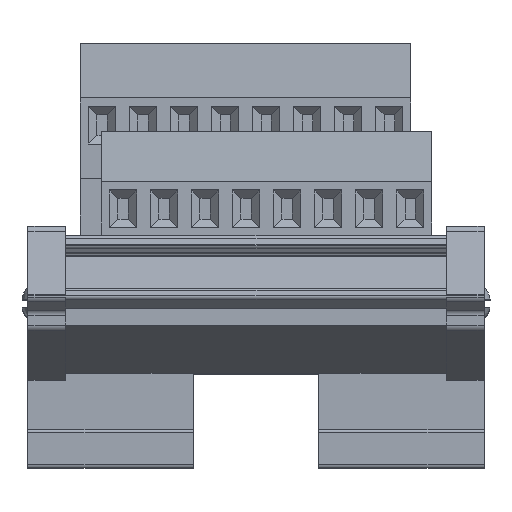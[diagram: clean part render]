
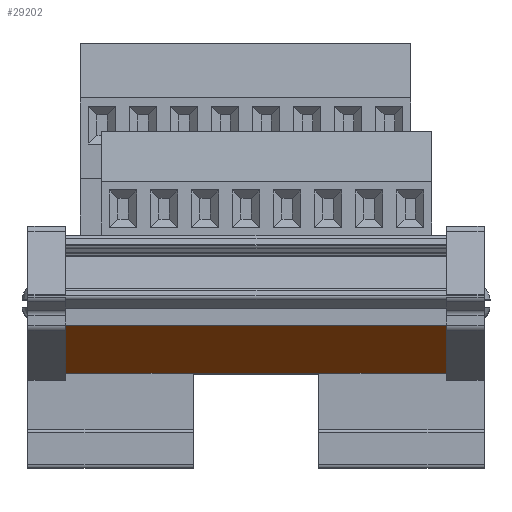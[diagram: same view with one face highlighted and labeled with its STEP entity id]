
A CAD part, top view. The second image highlights one B-rep face of the part: STEP entity #29202.
In plain terms, the highlighted planar face has unit normal (0, -0.823, 0.569).
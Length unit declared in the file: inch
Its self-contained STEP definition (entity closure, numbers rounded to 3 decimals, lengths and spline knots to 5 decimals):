
#1775 = VERTEX_POINT ( 'NONE', #27645 ) ;
#1988 = CARTESIAN_POINT ( 'NONE',  ( 0.3, -0.42946, 1.58729 ) ) ;
#2241 = EDGE_CURVE ( 'NONE', #10228, #2337, #20947, .T. ) ;
#2337 = VERTEX_POINT ( 'NONE', #14363 ) ;
#2978 = LINE ( 'NONE', #9688, #17190 ) ;
#3821 = DIRECTION ( 'NONE',  ( 0., 0.569, 0.823 ) ) ;
#4713 = VERTEX_POINT ( 'NONE', #5774 ) ;
#5098 = VECTOR ( 'NONE', #6799, 39.37008 ) ;
#5282 = CARTESIAN_POINT ( 'NONE',  ( -0.3, -0.42946, 1.58729 ) ) ;
#5774 = CARTESIAN_POINT ( 'NONE',  ( -0.3, -0.65574, 1.25991 ) ) ;
#5882 = VECTOR ( 'NONE', #18847, 39.37008 ) ;
#6786 = ORIENTED_EDGE ( 'NONE', *, *, #12779, .T. ) ;
#6799 = DIRECTION ( 'NONE',  ( 1., 0., 0. ) ) ;
#7492 = EDGE_CURVE ( 'NONE', #10228, #7523, #21999, .T. ) ;
#7523 = VERTEX_POINT ( 'NONE', #20092 ) ;
#7648 = ORIENTED_EDGE ( 'NONE', *, *, #7492, .T. ) ;
#7669 = AXIS2_PLACEMENT_3D ( 'NONE', #25507, #8508, #28331 ) ;
#8508 = DIRECTION ( 'NONE',  ( 0., 0.823, -0.569 ) ) ;
#9275 = LINE ( 'NONE', #5282, #16814 ) ;
#9421 = CARTESIAN_POINT ( 'NONE',  ( -0.12, -0.65574, 1.25991 ) ) ;
#9688 = CARTESIAN_POINT ( 'NONE',  ( -0.91, -0.42946, 1.58729 ) ) ;
#9799 = EDGE_LOOP ( 'NONE', ( #35348, #24495, #13821, #14183, #7648, #6786, #28377, #28333 ) ) ;
#10228 = VERTEX_POINT ( 'NONE', #36724 ) ;
#12377 = DIRECTION ( 'NONE',  ( -1., 0., 0. ) ) ;
#12502 = DIRECTION ( 'NONE',  ( 1., 0., 0. ) ) ;
#12779 = EDGE_CURVE ( 'NONE', #7523, #1775, #28475, .T. ) ;
#13821 = ORIENTED_EDGE ( 'NONE', *, *, #15136, .T. ) ;
#14183 = ORIENTED_EDGE ( 'NONE', *, *, #2241, .F. ) ;
#14363 = CARTESIAN_POINT ( 'NONE',  ( 0.3, -0.65806, 1.25655 ) ) ;
#14499 = VECTOR ( 'NONE', #22682, 39.37008 ) ;
#15070 = CARTESIAN_POINT ( 'NONE',  ( 0.91, -0.42946, 1.58729 ) ) ;
#15136 = EDGE_CURVE ( 'NONE', #17583, #2337, #27708, .T. ) ;
#15682 = CARTESIAN_POINT ( 'NONE',  ( -0.91, -0.42946, 1.58729 ) ) ;
#16814 = VECTOR ( 'NONE', #22237, 39.37008 ) ;
#17075 = EDGE_CURVE ( 'NONE', #17583, #4713, #9275, .T. ) ;
#17190 = VECTOR ( 'NONE', #12502, 39.37008 ) ;
#17583 = VERTEX_POINT ( 'NONE', #30060 ) ;
#18847 = DIRECTION ( 'NONE',  ( 0., -0.569, -0.823 ) ) ;
#20092 = CARTESIAN_POINT ( 'NONE',  ( 0.91, -0.65574, 1.25991 ) ) ;
#20686 = LINE ( 'NONE', #9421, #34878 ) ;
#20947 = LINE ( 'NONE', #1988, #5882 ) ;
#21769 = EDGE_CURVE ( 'NONE', #27151, #1775, #2978, .T. ) ;
#21999 = LINE ( 'NONE', #33986, #14499 ) ;
#22210 = VERTEX_POINT ( 'NONE', #23706 ) ;
#22237 = DIRECTION ( 'NONE',  ( 0., 0.569, 0.823 ) ) ;
#22682 = DIRECTION ( 'NONE',  ( 1., 0., 0. ) ) ;
#23498 = EDGE_CURVE ( 'NONE', #22210, #27151, #33835, .T. ) ;
#23706 = CARTESIAN_POINT ( 'NONE',  ( -0.91, -0.65574, 1.25991 ) ) ;
#23759 = CARTESIAN_POINT ( 'NONE',  ( -0.91, -0.65806, 1.25655 ) ) ;
#23890 = CARTESIAN_POINT ( 'NONE',  ( -0.91, -0.42946, 1.58729 ) ) ;
#24495 = ORIENTED_EDGE ( 'NONE', *, *, #17075, .F. ) ;
#25507 = CARTESIAN_POINT ( 'NONE',  ( -0.91, -0.42946, 1.58729 ) ) ;
#26314 = VECTOR ( 'NONE', #35278, 39.37008 ) ;
#26478 = EDGE_CURVE ( 'NONE', #4713, #22210, #20686, .T. ) ;
#27151 = VERTEX_POINT ( 'NONE', #15682 ) ;
#27645 = CARTESIAN_POINT ( 'NONE',  ( 0.91, -0.42946, 1.58729 ) ) ;
#27708 = LINE ( 'NONE', #23759, #5098 ) ;
#28331 = DIRECTION ( 'NONE',  ( 0., 0.569, 0.823 ) ) ;
#28333 = ORIENTED_EDGE ( 'NONE', *, *, #23498, .F. ) ;
#28377 = ORIENTED_EDGE ( 'NONE', *, *, #21769, .F. ) ;
#28475 = LINE ( 'NONE', #15070, #33349 ) ;
#29202 = ADVANCED_FACE ( 'NONE', ( #35126 ), #31093, .F. ) ;
#30060 = CARTESIAN_POINT ( 'NONE',  ( -0.3, -0.65806, 1.25655 ) ) ;
#31093 = PLANE ( 'NONE',  #7669 ) ;
#33349 = VECTOR ( 'NONE', #3821, 39.37008 ) ;
#33835 = LINE ( 'NONE', #23890, #26314 ) ;
#33986 = CARTESIAN_POINT ( 'NONE',  ( 0.12, -0.65574, 1.25991 ) ) ;
#34878 = VECTOR ( 'NONE', #12377, 39.37008 ) ;
#35126 = FACE_OUTER_BOUND ( 'NONE', #9799, .T. ) ;
#35278 = DIRECTION ( 'NONE',  ( 0., 0.569, 0.823 ) ) ;
#35348 = ORIENTED_EDGE ( 'NONE', *, *, #26478, .F. ) ;
#36724 = CARTESIAN_POINT ( 'NONE',  ( 0.3, -0.65574, 1.25991 ) ) ;
